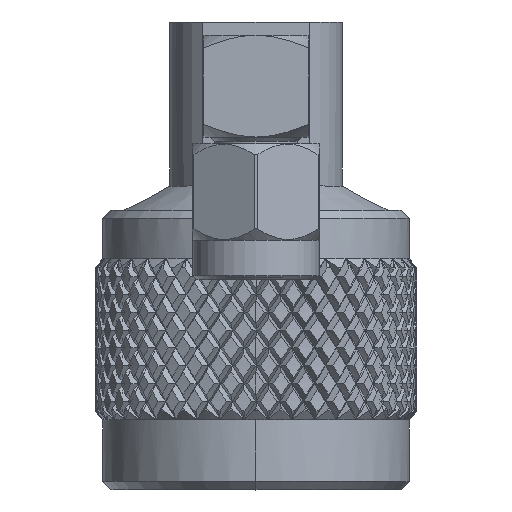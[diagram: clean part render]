
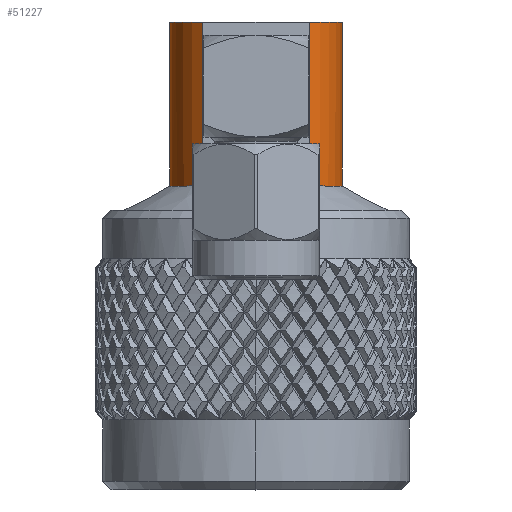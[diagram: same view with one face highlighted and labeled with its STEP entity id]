
A CAD part, top view. The second image highlights one B-rep face of the part: STEP entity #51227.
In plain terms, the highlighted cylindrical face has radius 5.395 mm (diameter 10.79 mm), a partial arc.
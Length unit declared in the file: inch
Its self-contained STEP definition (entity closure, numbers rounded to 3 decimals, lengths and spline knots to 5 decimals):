
#3864 = ORIENTED_EDGE ( 'NONE', *, *, #20105, .F. ) ;
#4119 = CARTESIAN_POINT ( 'NONE',  ( 0.05962, -0.13037, 0.16769 ) ) ;
#4295 = VERTEX_POINT ( 'NONE', #97411 ) ;
#5956 = VECTOR ( 'NONE', #8149, 39.37008 ) ;
#8149 = DIRECTION ( 'NONE',  ( 1., 0., 0. ) ) ;
#8839 = AXIS2_PLACEMENT_3D ( 'NONE', #27352, #94218, #56153 ) ;
#10666 = VERTEX_POINT ( 'NONE', #91645 ) ;
#16185 = DIRECTION ( 'NONE',  ( 1., 0., 0. ) ) ;
#16604 = VERTEX_POINT ( 'NONE', #38996 ) ;
#17233 = DIRECTION ( 'NONE',  ( 0., 0., 1. ) ) ;
#17510 = DIRECTION ( 'NONE',  ( -1., 0., 0. ) ) ;
#20105 = EDGE_CURVE ( 'NONE', #36462, #16604, #25150, .T. ) ;
#21178 = FACE_OUTER_BOUND ( 'NONE', #93857, .T. ) ;
#23488 = AXIS2_PLACEMENT_3D ( 'NONE', #84333, #77424, #17233 ) ;
#23855 = CARTESIAN_POINT ( 'NONE',  ( 0.05962, 0.13037, 0.16769 ) ) ;
#23906 = DIRECTION ( 'NONE',  ( -1., 0., 0. ) ) ;
#25150 = CIRCLE ( 'NONE', #74518, 0.21241 ) ;
#27352 = CARTESIAN_POINT ( 'NONE',  ( 0.46208, 0., 0. ) ) ;
#31533 = CARTESIAN_POINT ( 'NONE',  ( 0.05962, -0.13037, 0.16769 ) ) ;
#31736 = CARTESIAN_POINT ( 'NONE',  ( 0.05962, 0., 0. ) ) ;
#36462 = VERTEX_POINT ( 'NONE', #23855 ) ;
#37684 = LINE ( 'NONE', #31533, #88037 ) ;
#38996 = CARTESIAN_POINT ( 'NONE',  ( 0.05962, 0., -0.21241 ) ) ;
#39267 = DIRECTION ( 'NONE',  ( 0., 0., 1. ) ) ;
#47873 = EDGE_CURVE ( 'NONE', #61514, #10666, #37684, .T. ) ;
#48294 = CARTESIAN_POINT ( 'NONE',  ( 0.05962, 0., 0. ) ) ;
#49290 = ORIENTED_EDGE ( 'NONE', *, *, #75256, .F. ) ;
#49384 = LINE ( 'NONE', #74964, #5956 ) ;
#51227 = ADVANCED_FACE ( 'NONE', ( #21178 ), #92616, .T. ) ;
#54472 = DIRECTION ( 'NONE',  ( 0., 0., 1. ) ) ;
#56153 = DIRECTION ( 'NONE',  ( 0., 0., 1. ) ) ;
#60961 = AXIS2_PLACEMENT_3D ( 'NONE', #48294, #17510, #54472 ) ;
#61395 = ORIENTED_EDGE ( 'NONE', *, *, #67884, .T. ) ;
#61514 = VERTEX_POINT ( 'NONE', #4119 ) ;
#67884 = EDGE_CURVE ( 'NONE', #4295, #10666, #94789, .T. ) ;
#72491 = ORIENTED_EDGE ( 'NONE', *, *, #84692, .T. ) ;
#74518 = AXIS2_PLACEMENT_3D ( 'NONE', #31736, #23906, #39267 ) ;
#74964 = CARTESIAN_POINT ( 'NONE',  ( 0.05962, 0.13037, 0.16769 ) ) ;
#75256 = EDGE_CURVE ( 'NONE', #16604, #61514, #95049, .T. ) ;
#77424 = DIRECTION ( 'NONE',  ( -1., 0., 0. ) ) ;
#80959 = ORIENTED_EDGE ( 'NONE', *, *, #47873, .F. ) ;
#84333 = CARTESIAN_POINT ( 'NONE',  ( -5.70743, 0., 0. ) ) ;
#84692 = EDGE_CURVE ( 'NONE', #36462, #4295, #49384, .T. ) ;
#88037 = VECTOR ( 'NONE', #16185, 39.37008 ) ;
#91645 = CARTESIAN_POINT ( 'NONE',  ( 0.46208, -0.13037, 0.16769 ) ) ;
#92616 = CYLINDRICAL_SURFACE ( 'NONE', #23488, 0.21241 ) ;
#93857 = EDGE_LOOP ( 'NONE', ( #61395, #80959, #49290, #3864, #72491 ) ) ;
#94218 = DIRECTION ( 'NONE',  ( -1., 0., 0. ) ) ;
#94789 = CIRCLE ( 'NONE', #8839, 0.21241 ) ;
#95049 = CIRCLE ( 'NONE', #60961, 0.21241 ) ;
#97411 = CARTESIAN_POINT ( 'NONE',  ( 0.46208, 0.13037, 0.16769 ) ) ;
